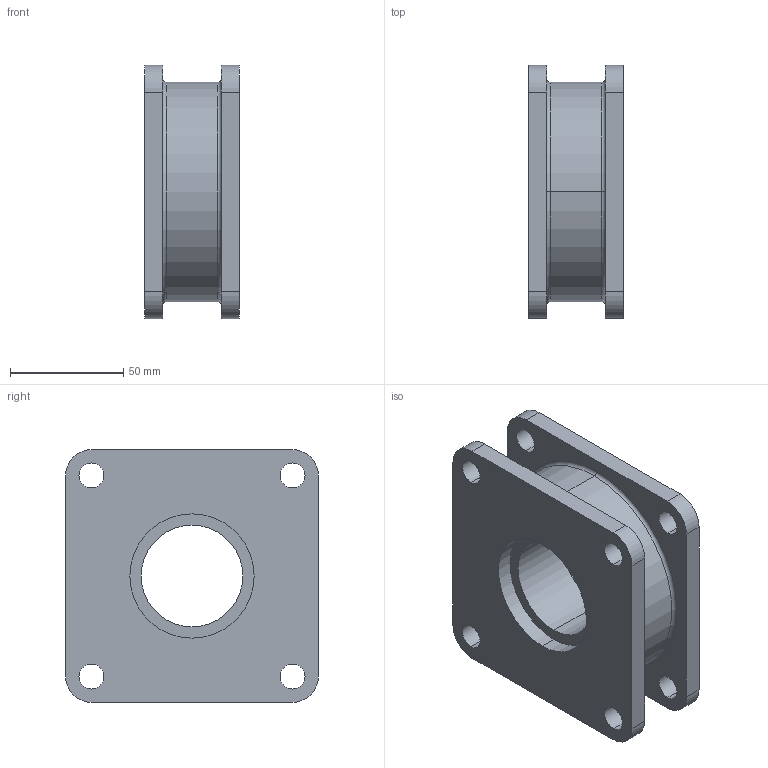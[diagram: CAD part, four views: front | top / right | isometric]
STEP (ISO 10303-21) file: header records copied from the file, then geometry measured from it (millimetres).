
FILE_DESCRIPTION (( 'STEP AP203' ), '1' );
FILE_NAME ('ADAPTOR 100.STEP', '2010-03-08T09:31:54', ( '' ), ( '' ), 'SwSTEP 2.0', 'SolidWorks 2010', '' );
FILE_SCHEMA (( 'CONFIG_CONTROL_DESIGN' ));
Length unit declared in the file: millimetre
Products named in the file (1): ADAPTOR   100
Bounding box: 42 x 112 x 112 mm (x, y, z)
Volume: 307000.5 mm3; surface area: 53184.3 mm2
Topology: 1 solids, 1 shells, 50 faces, 128 edges, 84 vertices
Faces by surface type: cylinder 32, plane 14, torus 4
Entity records: 1665 total; most frequent: DIRECTION 302, CARTESIAN_POINT 263, ORIENTED_EDGE 256, EDGE_CURVE 128, AXIS2_PLACEMENT_3D 123, VERTEX_POINT 84, CIRCLE 72, EDGE_LOOP 72
